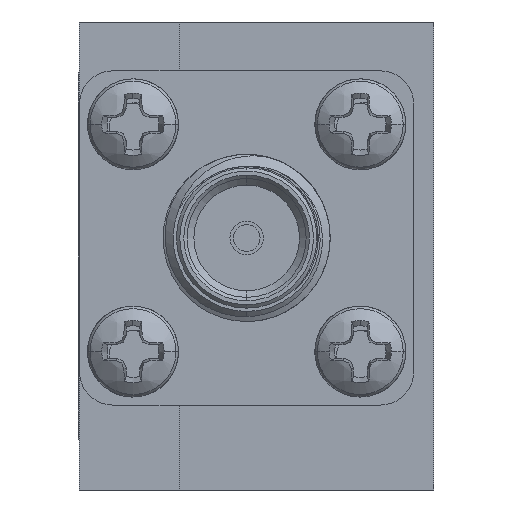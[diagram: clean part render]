
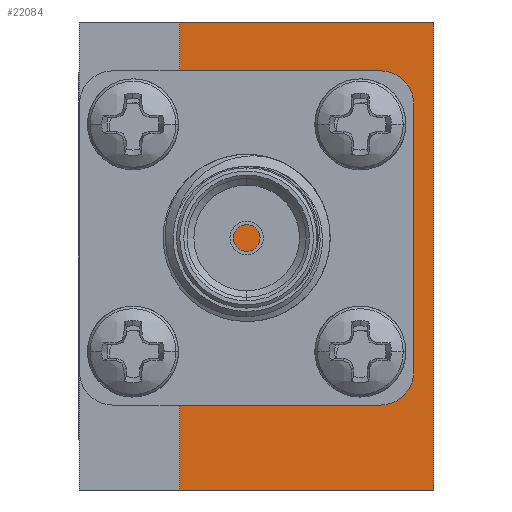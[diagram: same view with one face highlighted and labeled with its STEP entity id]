
A CAD part, left-side view. The second image highlights one B-rep face of the part: STEP entity #22084.
In plain terms, the highlighted planar face has unit normal (-1, 0, 0).
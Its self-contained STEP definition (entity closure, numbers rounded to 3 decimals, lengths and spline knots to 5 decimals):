
#182 = PLANE ( 'NONE',  #34589 ) ;
#1420 = EDGE_CURVE ( 'NONE', #19093, #21596, #49219, .T. ) ;
#1920 = VERTEX_POINT ( 'NONE', #38570 ) ;
#3045 = CARTESIAN_POINT ( 'NONE',  ( -0.95, 0.115, 0.35 ) ) ;
#4235 = DIRECTION ( 'NONE',  ( 0., 0., 1. ) ) ;
#5335 = DIRECTION ( 'NONE',  ( 1., 0., 0. ) ) ;
#6904 = ORIENTED_EDGE ( 'NONE', *, *, #56285, .T. ) ;
#8254 = VERTEX_POINT ( 'NONE', #26840 ) ;
#8468 = VECTOR ( 'NONE', #49522, 39.37008 ) ;
#10910 = CARTESIAN_POINT ( 'NONE',  ( -0.95, 0.265, 0.35 ) ) ;
#13239 = LINE ( 'NONE', #19345, #56934 ) ;
#19093 = VERTEX_POINT ( 'NONE', #31085 ) ;
#19345 = CARTESIAN_POINT ( 'NONE',  ( -0.95, 0.265, -0.35 ) ) ;
#21596 = VERTEX_POINT ( 'NONE', #25733 ) ;
#22084 = ADVANCED_FACE ( 'NONE', ( #57563 ), #182, .F. ) ;
#25733 = CARTESIAN_POINT ( 'NONE',  ( -0.95, -0.265, 0.35 ) ) ;
#26840 = CARTESIAN_POINT ( 'NONE',  ( -0.95, 0.115, 0.35 ) ) ;
#27189 = CARTESIAN_POINT ( 'NONE',  ( -0.95, 0.265, 0.35 ) ) ;
#31085 = CARTESIAN_POINT ( 'NONE',  ( -0.95, -0.265, -0.35 ) ) ;
#34589 = AXIS2_PLACEMENT_3D ( 'NONE', #10910, #5335, #38500 ) ;
#37618 = CARTESIAN_POINT ( 'NONE',  ( -0.95, -0.265, 0.35 ) ) ;
#38500 = DIRECTION ( 'NONE',  ( 0., 0., -1. ) ) ;
#38570 = CARTESIAN_POINT ( 'NONE',  ( -0.95, 0.115, -0.35 ) ) ;
#42737 = ORIENTED_EDGE ( 'NONE', *, *, #62443, .F. ) ;
#43687 = DIRECTION ( 'NONE',  ( 0., -1., 0. ) ) ;
#44837 = VECTOR ( 'NONE', #4235, 39.37008 ) ;
#45575 = EDGE_CURVE ( 'NONE', #8254, #21596, #66930, .T. ) ;
#48587 = LINE ( 'NONE', #3045, #54649 ) ;
#49219 = LINE ( 'NONE', #37618, #44837 ) ;
#49522 = DIRECTION ( 'NONE',  ( 0., -1., 0. ) ) ;
#52354 = DIRECTION ( 'NONE',  ( 0., 0., 1. ) ) ;
#54649 = VECTOR ( 'NONE', #52354, 39.37008 ) ;
#56285 = EDGE_CURVE ( 'NONE', #1920, #19093, #13239, .T. ) ;
#56934 = VECTOR ( 'NONE', #43687, 39.37008 ) ;
#57563 = FACE_OUTER_BOUND ( 'NONE', #67608, .T. ) ;
#60333 = ORIENTED_EDGE ( 'NONE', *, *, #45575, .F. ) ;
#62443 = EDGE_CURVE ( 'NONE', #1920, #8254, #48587, .T. ) ;
#66204 = ORIENTED_EDGE ( 'NONE', *, *, #1420, .T. ) ;
#66930 = LINE ( 'NONE', #27189, #8468 ) ;
#67608 = EDGE_LOOP ( 'NONE', ( #42737, #6904, #66204, #60333 ) ) ;
